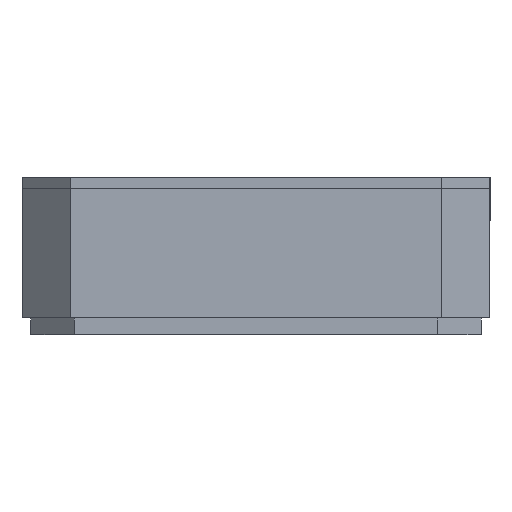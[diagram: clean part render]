
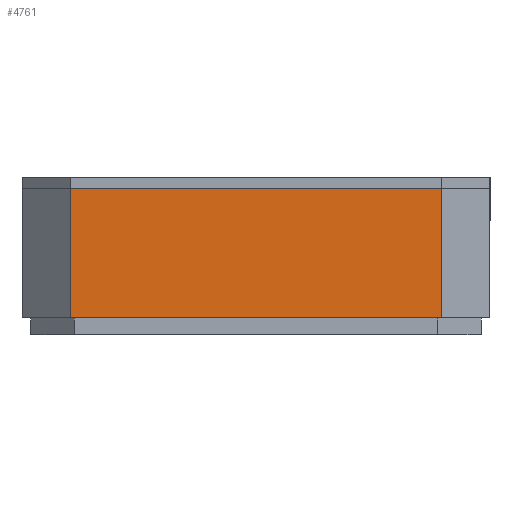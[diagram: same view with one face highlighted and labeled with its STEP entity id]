
A CAD part, left-side view. The second image highlights one B-rep face of the part: STEP entity #4761.
In plain terms, the highlighted planar face has unit normal (-1, 0, 0).
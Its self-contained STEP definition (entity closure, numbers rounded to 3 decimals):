
#85=FACE_OUTER_BOUND('',#329,.T.);
#329=EDGE_LOOP('',(#3397,#3398,#3399,#3400));
#559=LINE('',#6488,#1255);
#720=LINE('',#6806,#1416);
#721=LINE('',#6809,#1417);
#722=LINE('',#6810,#1418);
#1255=VECTOR('',#5277,10.);
#1416=VECTOR('',#5524,10.);
#1417=VECTOR('',#5527,10.);
#1418=VECTOR('',#5528,10.);
#1946=VERTEX_POINT('',#6485);
#1947=VERTEX_POINT('',#6487);
#2061=VERTEX_POINT('',#6804);
#2062=VERTEX_POINT('',#6808);
#2415=EDGE_CURVE('',#1946,#1947,#559,.T.);
#2576=EDGE_CURVE('',#2061,#1947,#720,.T.);
#2577=EDGE_CURVE('',#2062,#2061,#721,.F.);
#2578=EDGE_CURVE('',#2062,#1946,#722,.T.);
#3397=ORIENTED_EDGE('',*,*,#2577,.T.);
#3398=ORIENTED_EDGE('',*,*,#2576,.T.);
#3399=ORIENTED_EDGE('',*,*,#2415,.F.);
#3400=ORIENTED_EDGE('',*,*,#2578,.F.);
#4518=PLANE('',#5024);
#4761=ADVANCED_FACE('',(#85),#4518,.T.);
#5024=AXIS2_PLACEMENT_3D('',#6807,#5525,#5526);
#5277=DIRECTION('',(0.,-1.,0.));
#5524=DIRECTION('',(0.,0.,1.));
#5525=DIRECTION('center_axis',(-1.,0.,0.));
#5526=DIRECTION('ref_axis',(0.,-1.,0.));
#5527=DIRECTION('',(0.,1.,0.));
#5528=DIRECTION('',(0.,0.,1.));
#6485=CARTESIAN_POINT('',(-6.,67.255,50.57));
#6487=CARTESIAN_POINT('',(-6.,1.325,50.57));
#6488=CARTESIAN_POINT('',(-6.,49.737,50.57));
#6804=CARTESIAN_POINT('',(-6.,1.325,27.57));
#6806=CARTESIAN_POINT('',(-6.,1.325,27.57));
#6807=CARTESIAN_POINT('Origin',(-6.,67.255,27.57));
#6808=CARTESIAN_POINT('',(-6.,67.255,27.57));
#6809=CARTESIAN_POINT('',(-6.,49.737,27.57));
#6810=CARTESIAN_POINT('',(-6.,67.255,27.57));
